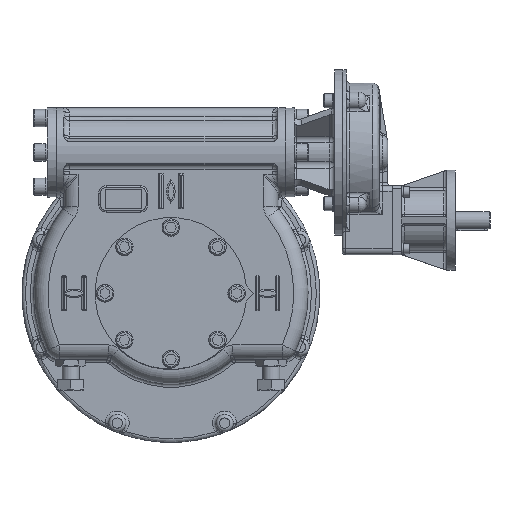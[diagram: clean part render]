
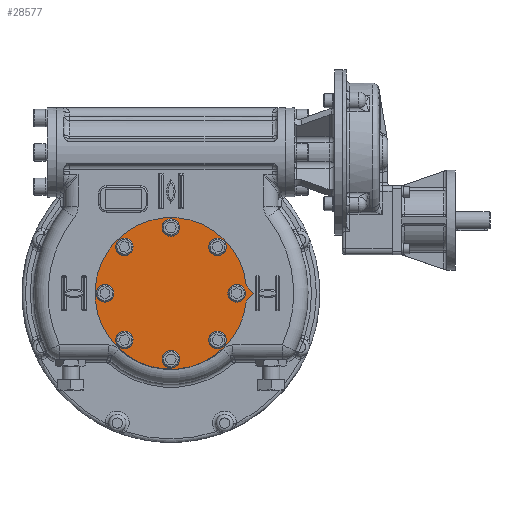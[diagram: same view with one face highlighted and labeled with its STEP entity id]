
A CAD part, top view. The second image highlights one B-rep face of the part: STEP entity #28577.
In plain terms, the highlighted planar face has unit normal (0, 0, 1).
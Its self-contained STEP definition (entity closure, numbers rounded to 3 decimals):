
#3769=LINE('',#65372,#5957);
#3772=LINE('',#65377,#5960);
#5957=VECTOR('',#38819,1000.);
#5960=VECTOR('',#38824,1000.);
#6744=PLANE('',#32355);
#12671=ORIENTED_EDGE('',*,*,#18057,.F.);
#12672=ORIENTED_EDGE('',*,*,#18058,.F.);
#12673=ORIENTED_EDGE('',*,*,#18059,.F.);
#12674=ORIENTED_EDGE('',*,*,#18060,.F.);
#12675=ORIENTED_EDGE('',*,*,#18061,.F.);
#12676=ORIENTED_EDGE('',*,*,#18062,.F.);
#12677=ORIENTED_EDGE('',*,*,#18063,.F.);
#12678=ORIENTED_EDGE('',*,*,#18064,.F.);
#12679=ORIENTED_EDGE('',*,*,#18042,.F.);
#12680=ORIENTED_EDGE('',*,*,#18048,.F.);
#12681=ORIENTED_EDGE('',*,*,#18045,.F.);
#18042=EDGE_CURVE('',#21875,#21876,#23146,.T.);
#18045=EDGE_CURVE('',#21876,#21878,#3769,.T.);
#18048=EDGE_CURVE('',#21878,#21875,#3772,.T.);
#18057=EDGE_CURVE('',#21887,#21887,#23155,.T.);
#18058=EDGE_CURVE('',#21888,#21888,#23156,.T.);
#18059=EDGE_CURVE('',#21889,#21889,#23157,.T.);
#18060=EDGE_CURVE('',#21890,#21890,#23158,.T.);
#18061=EDGE_CURVE('',#21891,#21891,#23159,.T.);
#18062=EDGE_CURVE('',#21892,#21892,#23160,.T.);
#18063=EDGE_CURVE('',#21893,#21893,#23161,.T.);
#18064=EDGE_CURVE('',#21894,#21894,#23162,.T.);
#21875=VERTEX_POINT('',#65365);
#21876=VERTEX_POINT('',#65367);
#21878=VERTEX_POINT('',#65373);
#21887=VERTEX_POINT('',#65397);
#21888=VERTEX_POINT('',#65399);
#21889=VERTEX_POINT('',#65401);
#21890=VERTEX_POINT('',#65403);
#21891=VERTEX_POINT('',#65405);
#21892=VERTEX_POINT('',#65407);
#21893=VERTEX_POINT('',#65409);
#21894=VERTEX_POINT('',#65411);
#23146=CIRCLE('',#32343,132.5);
#23155=CIRCLE('',#32356,10.5);
#23156=CIRCLE('',#32357,10.5);
#23157=CIRCLE('',#32358,10.5);
#23158=CIRCLE('',#32359,10.5);
#23159=CIRCLE('',#32360,10.5);
#23160=CIRCLE('',#32361,10.5);
#23161=CIRCLE('',#32362,10.5);
#23162=CIRCLE('',#32363,10.5);
#24984=EDGE_LOOP('',(#12671));
#24985=EDGE_LOOP('',(#12672));
#24986=EDGE_LOOP('',(#12673));
#24987=EDGE_LOOP('',(#12674));
#24988=EDGE_LOOP('',(#12675));
#24989=EDGE_LOOP('',(#12676));
#24990=EDGE_LOOP('',(#12677));
#24991=EDGE_LOOP('',(#12678));
#24992=EDGE_LOOP('',(#12679,#12680,#12681));
#26778=FACE_BOUND('',#24984,.T.);
#26779=FACE_BOUND('',#24985,.T.);
#26780=FACE_BOUND('',#24986,.T.);
#26781=FACE_BOUND('',#24987,.T.);
#26782=FACE_BOUND('',#24988,.T.);
#26783=FACE_BOUND('',#24989,.T.);
#26784=FACE_BOUND('',#24990,.T.);
#26785=FACE_BOUND('',#24991,.T.);
#26786=FACE_BOUND('',#24992,.T.);
#28577=ADVANCED_FACE('',(#26778,#26779,#26780,#26781,#26782,#26783,#26784,
#26785,#26786),#6744,.F.);
#32343=AXIS2_PLACEMENT_3D('',#65366,#38813,#38814);
#32355=AXIS2_PLACEMENT_3D('',#65395,#38843,#38844);
#32356=AXIS2_PLACEMENT_3D('',#65396,#38845,#38846);
#32357=AXIS2_PLACEMENT_3D('',#65398,#38847,#38848);
#32358=AXIS2_PLACEMENT_3D('',#65400,#38849,#38850);
#32359=AXIS2_PLACEMENT_3D('',#65402,#38851,#38852);
#32360=AXIS2_PLACEMENT_3D('',#65404,#38853,#38854);
#32361=AXIS2_PLACEMENT_3D('',#65406,#38855,#38856);
#32362=AXIS2_PLACEMENT_3D('',#65408,#38857,#38858);
#32363=AXIS2_PLACEMENT_3D('',#65410,#38859,#38860);
#38813=DIRECTION('',(0.,0.,-1.));
#38814=DIRECTION('',(1.,0.,0.));
#38819=DIRECTION('',(0.707,-0.707,0.));
#38824=DIRECTION('',(-0.707,-0.707,0.));
#38843=DIRECTION('',(0.,0.,-1.));
#38844=DIRECTION('',(-1.,0.,0.));
#38845=DIRECTION('',(0.,0.,1.));
#38846=DIRECTION('',(1.,0.,0.));
#38847=DIRECTION('',(0.,0.,1.));
#38848=DIRECTION('',(0.707,-0.707,0.));
#38849=DIRECTION('',(0.,0.,1.));
#38850=DIRECTION('',(0.,-1.,0.));
#38851=DIRECTION('',(0.,0.,1.));
#38852=DIRECTION('',(-0.707,-0.707,0.));
#38853=DIRECTION('',(0.,0.,1.));
#38854=DIRECTION('',(-1.,0.,0.));
#38855=DIRECTION('',(0.,0.,1.));
#38856=DIRECTION('',(-0.707,0.707,0.));
#38857=DIRECTION('',(0.,0.,1.));
#38858=DIRECTION('',(0.,1.,0.));
#38859=DIRECTION('',(0.,0.,1.));
#38860=DIRECTION('',(0.707,0.707,0.));
#65365=CARTESIAN_POINT('',(131.845,-13.155,70.25));
#65366=CARTESIAN_POINT('',(0.,0.,70.25));
#65367=CARTESIAN_POINT('',(131.845,13.155,70.25));
#65372=CARTESIAN_POINT('',(131.845,13.155,70.25));
#65373=CARTESIAN_POINT('',(145.,0.,70.25));
#65377=CARTESIAN_POINT('',(145.,0.,70.25));
#65395=CARTESIAN_POINT('',(0.,0.,70.25));
#65396=CARTESIAN_POINT('',(0.,115.,70.25));
#65397=CARTESIAN_POINT('',(10.5,115.,70.25));
#65398=CARTESIAN_POINT('',(81.317,81.317,70.25));
#65399=CARTESIAN_POINT('',(88.742,73.893,70.25));
#65400=CARTESIAN_POINT('',(115.,0.,70.25));
#65401=CARTESIAN_POINT('',(115.,-10.5,70.25));
#65402=CARTESIAN_POINT('',(81.317,-81.317,70.25));
#65403=CARTESIAN_POINT('',(73.893,-88.742,70.25));
#65404=CARTESIAN_POINT('',(0.,-115.,70.25));
#65405=CARTESIAN_POINT('',(-10.5,-115.,70.25));
#65406=CARTESIAN_POINT('',(-81.317,-81.317,70.25));
#65407=CARTESIAN_POINT('',(-88.742,-73.893,70.25));
#65408=CARTESIAN_POINT('',(-115.,0.,70.25));
#65409=CARTESIAN_POINT('',(-115.,10.5,70.25));
#65410=CARTESIAN_POINT('',(-81.317,81.317,70.25));
#65411=CARTESIAN_POINT('',(-73.893,88.742,70.25));
